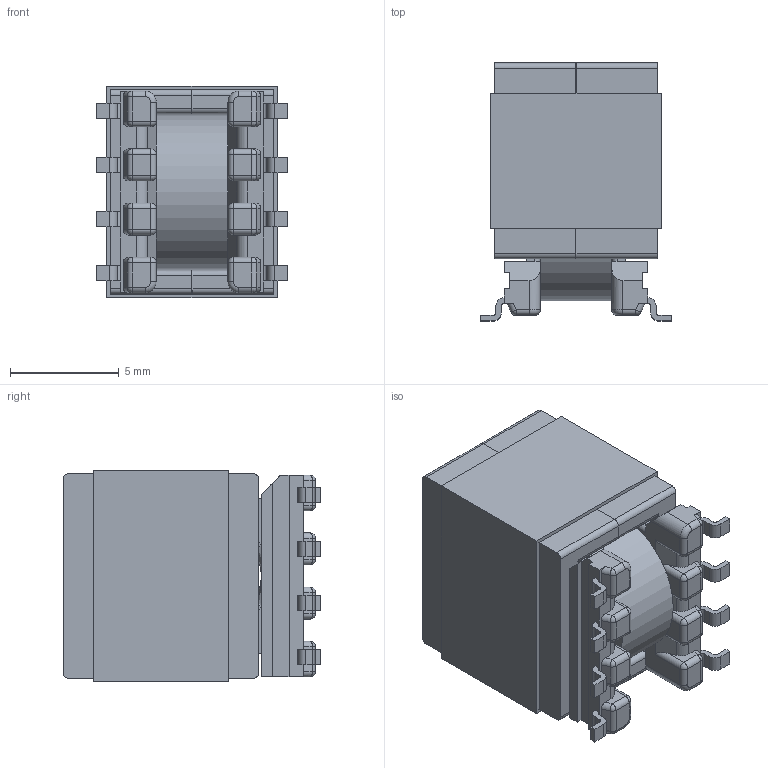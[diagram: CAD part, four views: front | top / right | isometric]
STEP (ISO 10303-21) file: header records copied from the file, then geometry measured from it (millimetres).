
FILE_DESCRIPTION (( 'STEP AP214' ), '1' );
FILE_NAME ('EPX7_4434.STEP', '2021-07-06T19:12:52', ( '' ), ( '' ), 'SwSTEP 2.0', 'SolidWorks 2017', '' );
FILE_SCHEMA (( 'AUTOMOTIVE_DESIGN' ));
Length unit declared in the file: millimetre
Products named in the file (5): EPX7_4434; 070-4434_coil; 070-4434_6G; 150-1152_6D; 440-9988-1152
Assembly tree (5 placements, depth 2):
  EPX7_4434
    070-4434_6G
    070-4434_coil
    150-1152_6D  x2
    440-9988-1152
Bounding box: 8.78 x 11.86 x 9.72 mm (x, y, z)
Volume: 740.6 mm3; surface area: 1827.2 mm2
Topology: 5 solids, 5 shells, 357 faces, 947 edges, 568 vertices
Faces by surface type: plane 167, cylinder 143, sphere 28, torus 15, bspline 4
Entity records: 11754 total; most frequent: CARTESIAN_POINT 1988, DIRECTION 1741, ORIENTED_EDGE 1704, EDGE_CURVE 852, AXIS2_PLACEMENT_3D 595, VECTOR 551, LINE 551, VERTEX_POINT 526
